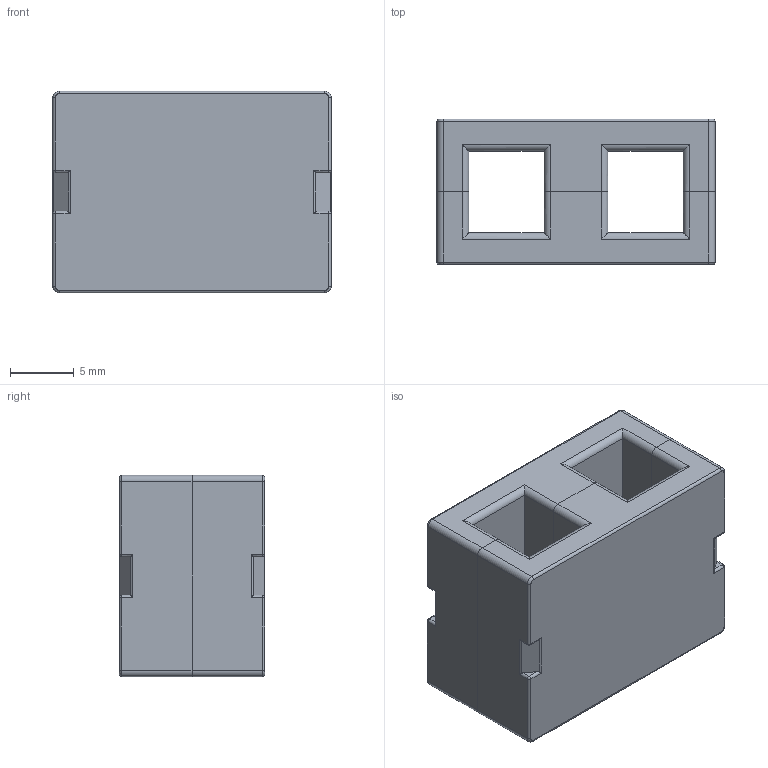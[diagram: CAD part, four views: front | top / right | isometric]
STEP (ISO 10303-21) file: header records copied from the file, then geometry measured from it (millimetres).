
FILE_DESCRIPTION (( 'STEP AP214' ), '1' );
FILE_NAME ('B66285-G-X187_EELP_22.STEP', '2022-05-10T14:11:22', ( '砐錪賧瘔蠈錪 Windows' ), ( '' ), 'SwSTEP 2.0', 'SolidWorks 2018', '' );
FILE_SCHEMA (( 'AUTOMOTIVE_DESIGN' ));
Length unit declared in the file: millimetre
Products named in the file (2): B66285; B66285-G-X187_EELP_22
Assembly tree (2 placements, depth 2):
  B66285-G-X187_EELP_22
    B66285  x2
Bounding box: 21.8 x 11.4 x 15.8 mm (x, y, z)
Volume: 2716.5 mm3; surface area: 2440.2 mm2
Topology: 2 solids, 2 shells, 124 faces, 312 edges, 184 vertices
Faces by surface type: cylinder 68, plane 40, torus 8, sphere 8
Entity records: 1866 total; most frequent: CARTESIAN_POINT 383, ORIENTED_EDGE 304, DIRECTION 302, EDGE_CURVE 152, AXIS2_PLACEMENT_3D 107, VERTEX_POINT 92, LINE 88, VECTOR 88
